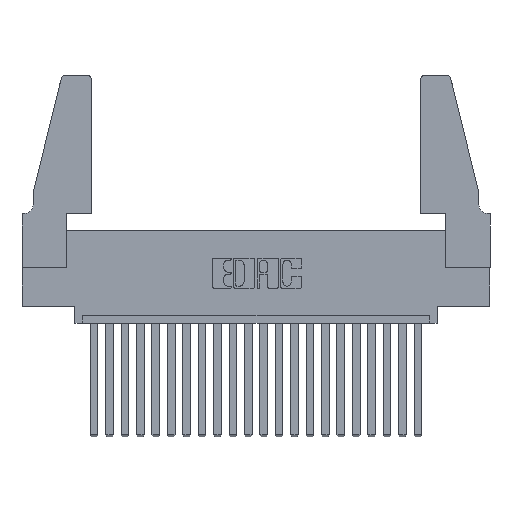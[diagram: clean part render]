
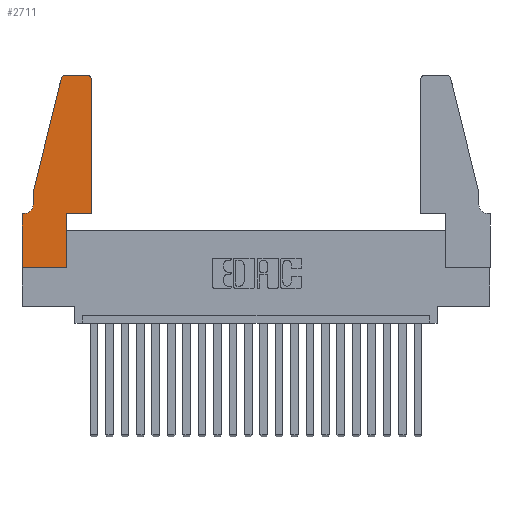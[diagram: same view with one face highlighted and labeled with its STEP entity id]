
A CAD part, top view. The second image highlights one B-rep face of the part: STEP entity #2711.
In plain terms, the highlighted planar face has unit normal (0, 0, 1).
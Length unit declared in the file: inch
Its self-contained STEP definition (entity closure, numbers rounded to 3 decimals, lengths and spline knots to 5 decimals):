
#42 = CARTESIAN_POINT ( 'NONE',  ( 0.284, 1.25, 0.37 ) ) ;
#554 = VERTEX_POINT ( 'NONE', #42 ) ;
#829 = EDGE_CURVE ( 'NONE', #8784, #1857, #11067, .T. ) ;
#957 = CARTESIAN_POINT ( 'NONE',  ( 0., 0., 0.37 ) ) ;
#1071 = EDGE_LOOP ( 'NONE', ( #10425, #7336, #1532, #4486, #18676, #15626, #20723, #21307, #4320, #3765, #20956, #12758 ) ) ;
#1072 = DIRECTION ( 'NONE',  ( -1., 0., 0. ) ) ;
#1240 = DIRECTION ( 'NONE',  ( 0., 1., 0. ) ) ;
#1499 = EDGE_CURVE ( 'NONE', #8328, #4383, #8480, .T. ) ;
#1532 = ORIENTED_EDGE ( 'NONE', *, *, #17315, .T. ) ;
#1535 = EDGE_CURVE ( 'NONE', #4093, #6073, #15468, .T. ) ;
#1802 = CARTESIAN_POINT ( 'NONE',  ( 0.4505, 0.35, 0.37 ) ) ;
#1857 = VERTEX_POINT ( 'NONE', #9366 ) ;
#2711 = ADVANCED_FACE ( 'NONE', ( #18473 ), #8349, .T. ) ;
#2858 = CARTESIAN_POINT ( 'NONE',  ( 0., 0., 0.37 ) ) ;
#3033 = DIRECTION ( 'NONE',  ( 0., 0., -1. ) ) ;
#3214 = EDGE_CURVE ( 'NONE', #4383, #17658, #7639, .T. ) ;
#3218 = AXIS2_PLACEMENT_3D ( 'NONE', #6710, #11386, #14925 ) ;
#3268 = VECTOR ( 'NONE', #5298, 39.37008 ) ;
#3589 = CARTESIAN_POINT ( 'NONE',  ( 0.4505, 0.35, 0.37 ) ) ;
#3765 = ORIENTED_EDGE ( 'NONE', *, *, #15584, .T. ) ;
#4093 = VERTEX_POINT ( 'NONE', #1802 ) ;
#4306 = CIRCLE ( 'NONE', #10494, 0.03 ) ;
#4320 = ORIENTED_EDGE ( 'NONE', *, *, #8518, .T. ) ;
#4383 = VERTEX_POINT ( 'NONE', #2858 ) ;
#4486 = ORIENTED_EDGE ( 'NONE', *, *, #16756, .T. ) ;
#4535 = DIRECTION ( 'NONE',  ( 0., -1., 0. ) ) ;
#4775 = CARTESIAN_POINT ( 'NONE',  ( 0., 0., 0.37 ) ) ;
#4816 = DIRECTION ( 'NONE',  ( 1., 0., 0. ) ) ;
#5154 = DIRECTION ( 'NONE',  ( 1., 0., 0. ) ) ;
#5298 = DIRECTION ( 'NONE',  ( 0., -1., 0. ) ) ;
#5761 = CARTESIAN_POINT ( 'NONE',  ( 0., 0.35, 0.37 ) ) ;
#5893 = CARTESIAN_POINT ( 'NONE',  ( 0.2605, 1.25, 0.37 ) ) ;
#5934 = CARTESIAN_POINT ( 'NONE',  ( 0.0755, 0.35, 0.37 ) ) ;
#6073 = VERTEX_POINT ( 'NONE', #13130 ) ;
#6581 = CIRCLE ( 'NONE', #16430, 0.03 ) ;
#6710 = CARTESIAN_POINT ( 'NONE',  ( 0., 0.35, 0.37 ) ) ;
#6722 = VECTOR ( 'NONE', #17218, 39.37008 ) ;
#7336 = ORIENTED_EDGE ( 'NONE', *, *, #9371, .T. ) ;
#7639 = LINE ( 'NONE', #4775, #17710 ) ;
#7839 = CARTESIAN_POINT ( 'NONE',  ( 0.2865, 0.35, 0.37 ) ) ;
#7904 = VECTOR ( 'NONE', #10496, 39.37008 ) ;
#8227 = CARTESIAN_POINT ( 'NONE',  ( 0.2865, 0., 0.37 ) ) ;
#8328 = VERTEX_POINT ( 'NONE', #5761 ) ;
#8349 = PLANE ( 'NONE',  #3218 ) ;
#8480 = LINE ( 'NONE', #957, #20080 ) ;
#8518 = EDGE_CURVE ( 'NONE', #17658, #18815, #12571, .T. ) ;
#8605 = AXIS2_PLACEMENT_3D ( 'NONE', #11194, #3033, #14574 ) ;
#8784 = VERTEX_POINT ( 'NONE', #17206 ) ;
#8940 = LINE ( 'NONE', #3589, #19743 ) ;
#9366 = CARTESIAN_POINT ( 'NONE',  ( 0.0055, 0.35, 0.37 ) ) ;
#9371 = EDGE_CURVE ( 'NONE', #554, #11734, #6581, .T. ) ;
#10073 = CARTESIAN_POINT ( 'NONE',  ( 0.2865, 0.35, 0.37 ) ) ;
#10425 = ORIENTED_EDGE ( 'NONE', *, *, #12539, .T. ) ;
#10494 = AXIS2_PLACEMENT_3D ( 'NONE', #15095, #14646, #5154 ) ;
#10496 = DIRECTION ( 'NONE',  ( -0.239, -0.971, 0. ) ) ;
#11067 = CIRCLE ( 'NONE', #8605, 0.07 ) ;
#11194 = CARTESIAN_POINT ( 'NONE',  ( 0.0055, 0.42, 0.37 ) ) ;
#11358 = EDGE_CURVE ( 'NONE', #1857, #8328, #18126, .T. ) ;
#11386 = DIRECTION ( 'NONE',  ( 0., 0., 1. ) ) ;
#11507 = LINE ( 'NONE', #19988, #3268 ) ;
#11521 = VECTOR ( 'NONE', #16214, 39.37008 ) ;
#11734 = VERTEX_POINT ( 'NONE', #17157 ) ;
#12539 = EDGE_CURVE ( 'NONE', #15540, #554, #17034, .T. ) ;
#12571 = LINE ( 'NONE', #10073, #11521 ) ;
#12758 = ORIENTED_EDGE ( 'NONE', *, *, #16729, .T. ) ;
#13130 = CARTESIAN_POINT ( 'NONE',  ( 0.4505, 1.22, 0.37 ) ) ;
#13753 = VECTOR ( 'NONE', #1072, 39.37008 ) ;
#14077 = VERTEX_POINT ( 'NONE', #20900 ) ;
#14422 = DIRECTION ( 'NONE',  ( 1., 0., 0. ) ) ;
#14574 = DIRECTION ( 'NONE',  ( -1., 0., 0. ) ) ;
#14600 = CARTESIAN_POINT ( 'NONE',  ( 0.4505, 0.35, 0.37 ) ) ;
#14646 = DIRECTION ( 'NONE',  ( 0., 0., 1. ) ) ;
#14925 = DIRECTION ( 'NONE',  ( 1., 0., 0. ) ) ;
#15095 = CARTESIAN_POINT ( 'NONE',  ( 0.4205, 1.22, 0.37 ) ) ;
#15468 = LINE ( 'NONE', #14600, #21093 ) ;
#15540 = VERTEX_POINT ( 'NONE', #18226 ) ;
#15584 = EDGE_CURVE ( 'NONE', #18815, #4093, #8940, .T. ) ;
#15626 = ORIENTED_EDGE ( 'NONE', *, *, #11358, .T. ) ;
#16214 = DIRECTION ( 'NONE',  ( 0., 1., 0. ) ) ;
#16264 = CARTESIAN_POINT ( 'NONE',  ( 0.284, 1.22, 0.37 ) ) ;
#16430 = AXIS2_PLACEMENT_3D ( 'NONE', #16264, #19640, #4816 ) ;
#16729 = EDGE_CURVE ( 'NONE', #6073, #15540, #4306, .T. ) ;
#16756 = EDGE_CURVE ( 'NONE', #14077, #8784, #11507, .T. ) ;
#16929 = DIRECTION ( 'NONE',  ( 1., 0., 0. ) ) ;
#17034 = LINE ( 'NONE', #5893, #6722 ) ;
#17157 = CARTESIAN_POINT ( 'NONE',  ( 0.25487, 1.22718, 0.37 ) ) ;
#17206 = CARTESIAN_POINT ( 'NONE',  ( 0.0755, 0.42, 0.37 ) ) ;
#17218 = DIRECTION ( 'NONE',  ( -1., 0., 0. ) ) ;
#17315 = EDGE_CURVE ( 'NONE', #11734, #14077, #18749, .T. ) ;
#17658 = VERTEX_POINT ( 'NONE', #8227 ) ;
#17710 = VECTOR ( 'NONE', #14422, 39.37008 ) ;
#18126 = LINE ( 'NONE', #5934, #13753 ) ;
#18226 = CARTESIAN_POINT ( 'NONE',  ( 0.4205, 1.25, 0.37 ) ) ;
#18473 = FACE_OUTER_BOUND ( 'NONE', #1071, .T. ) ;
#18676 = ORIENTED_EDGE ( 'NONE', *, *, #829, .T. ) ;
#18749 = LINE ( 'NONE', #18776, #7904 ) ;
#18776 = CARTESIAN_POINT ( 'NONE',  ( 0.0755, 0.5, 0.37 ) ) ;
#18815 = VERTEX_POINT ( 'NONE', #7839 ) ;
#19640 = DIRECTION ( 'NONE',  ( 0., 0., 1. ) ) ;
#19743 = VECTOR ( 'NONE', #16929, 39.37008 ) ;
#19988 = CARTESIAN_POINT ( 'NONE',  ( 0.0755, 0.5, 0.37 ) ) ;
#20080 = VECTOR ( 'NONE', #4535, 39.37008 ) ;
#20723 = ORIENTED_EDGE ( 'NONE', *, *, #1499, .T. ) ;
#20900 = CARTESIAN_POINT ( 'NONE',  ( 0.0755, 0.5, 0.37 ) ) ;
#20956 = ORIENTED_EDGE ( 'NONE', *, *, #1535, .T. ) ;
#21093 = VECTOR ( 'NONE', #1240, 39.37008 ) ;
#21307 = ORIENTED_EDGE ( 'NONE', *, *, #3214, .T. ) ;
